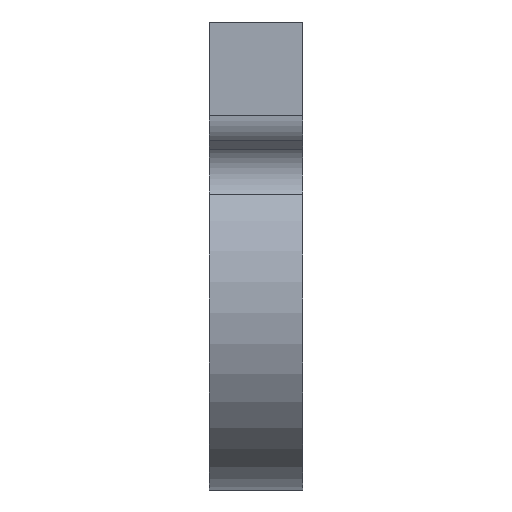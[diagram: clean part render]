
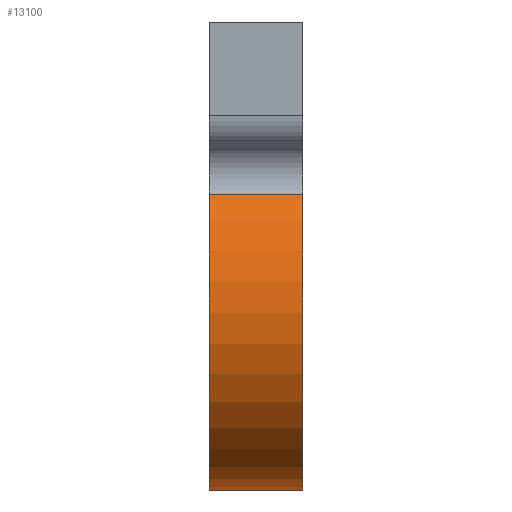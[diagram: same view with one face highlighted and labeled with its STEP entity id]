
A CAD part, left-side view. The second image highlights one B-rep face of the part: STEP entity #13100.
In plain terms, the highlighted cylindrical face has radius 16 mm (diameter 32 mm), a partial arc.
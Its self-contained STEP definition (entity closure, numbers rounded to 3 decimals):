
#330 = AXIS2_PLACEMENT_3D ( 'NONE', #24182, #5017, #752 ) ;
#752 = DIRECTION ( 'NONE',  ( 0., 0., -1. ) ) ;
#1168 = DIRECTION ( 'NONE',  ( 0., 1., 0. ) ) ;
#1689 = CIRCLE ( 'NONE', #24154, 16. ) ;
#3713 = VERTEX_POINT ( 'NONE', #23093 ) ;
#4374 = CARTESIAN_POINT ( 'NONE',  ( 0., 0., 0. ) ) ;
#5017 = DIRECTION ( 'NONE',  ( 0., -1., 0. ) ) ;
#5269 = VECTOR ( 'NONE', #26780, 1000. ) ;
#5599 = CARTESIAN_POINT ( 'NONE',  ( 0., 8., 0. ) ) ;
#5737 = ORIENTED_EDGE ( 'NONE', *, *, #7940, .T. ) ;
#6099 = FACE_OUTER_BOUND ( 'NONE', #15620, .T. ) ;
#6458 = VECTOR ( 'NONE', #14451, 1000. ) ;
#7940 = EDGE_CURVE ( 'NONE', #11532, #3713, #10937, .T. ) ;
#8812 = LINE ( 'NONE', #10066, #6458 ) ;
#9982 = CARTESIAN_POINT ( 'NONE',  ( 0., 0., -16. ) ) ;
#10066 = CARTESIAN_POINT ( 'NONE',  ( 0., 8., -16. ) ) ;
#10761 = CARTESIAN_POINT ( 'NONE',  ( -13.044, 0., 9.266 ) ) ;
#10937 = LINE ( 'NONE', #11913, #5269 ) ;
#11532 = VERTEX_POINT ( 'NONE', #10761 ) ;
#11774 = DIRECTION ( 'NONE',  ( 0., 0., 1. ) ) ;
#11913 = CARTESIAN_POINT ( 'NONE',  ( -13.044, 8., 9.266 ) ) ;
#12275 = VERTEX_POINT ( 'NONE', #19935 ) ;
#12519 = EDGE_CURVE ( 'NONE', #12275, #23404, #8812, .T. ) ;
#13052 = ORIENTED_EDGE ( 'NONE', *, *, #17434, .T. ) ;
#13100 = ADVANCED_FACE ( 'NONE', ( #6099 ), #23425, .T. ) ;
#14451 = DIRECTION ( 'NONE',  ( 0., -1., 0. ) ) ;
#15620 = EDGE_LOOP ( 'NONE', ( #20077, #25150, #13052, #5737 ) ) ;
#15784 = EDGE_CURVE ( 'NONE', #12275, #3713, #17354, .T. ) ;
#17354 = CIRCLE ( 'NONE', #23066, 16. ) ;
#17434 = EDGE_CURVE ( 'NONE', #23404, #11532, #1689, .T. ) ;
#19276 = DIRECTION ( 'NONE',  ( 0., 0., 1. ) ) ;
#19935 = CARTESIAN_POINT ( 'NONE',  ( 0., 8., -16. ) ) ;
#20077 = ORIENTED_EDGE ( 'NONE', *, *, #15784, .F. ) ;
#23066 = AXIS2_PLACEMENT_3D ( 'NONE', #5599, #1168, #11774 ) ;
#23093 = CARTESIAN_POINT ( 'NONE',  ( -13.044, 8., 9.266 ) ) ;
#23404 = VERTEX_POINT ( 'NONE', #9982 ) ;
#23425 = CYLINDRICAL_SURFACE ( 'NONE', #330, 16. ) ;
#23467 = DIRECTION ( 'NONE',  ( 0., 1., 0. ) ) ;
#24154 = AXIS2_PLACEMENT_3D ( 'NONE', #4374, #23467, #19276 ) ;
#24182 = CARTESIAN_POINT ( 'NONE',  ( 0., 8., 0. ) ) ;
#25150 = ORIENTED_EDGE ( 'NONE', *, *, #12519, .T. ) ;
#26780 = DIRECTION ( 'NONE',  ( 0., 1., 0. ) ) ;
